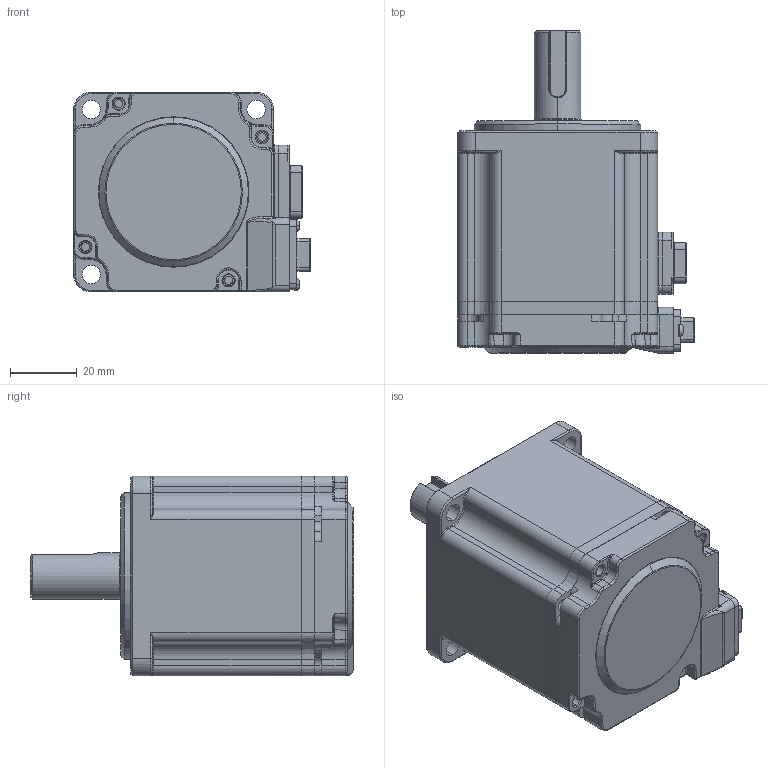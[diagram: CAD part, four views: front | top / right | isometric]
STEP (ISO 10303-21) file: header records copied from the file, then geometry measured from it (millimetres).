
FILE_DESCRIPTION (( 'STEP AP203' ), '1' );
FILE_NAME ('MS6H-60CN30B3-20P2-S.STEP', '2024-01-08T02:18:44', ( '' ), ( '' ), 'SwSTEP 2.0', 'SolidWorks 2022', '' );
FILE_SCHEMA (( 'CONFIG_CONTROL_DESIGN' ));
Length unit declared in the file: millimetre
Products named in the file (1): MS6H-60CN30B3-20P2-S
Bounding box: 71 x 96.7 x 60 mm (x, y, z)
Surface area: 29536.6 mm2 (no closed solid volume)
Topology: 0 solids, 15 shells, 731 faces, 2371 edges, 1620 vertices
Faces by surface type: plane 301, cylinder 252, torus 69, bspline 63, cone 46
Entity records: 27887 total; most frequent: CARTESIAN_POINT 7367, DIRECTION 4339, ORIENTED_EDGE 3953, EDGE_CURVE 2353, VERTEX_POINT 1620, AXIS2_PLACEMENT_3D 1487, VECTOR 1365, LINE 1365
